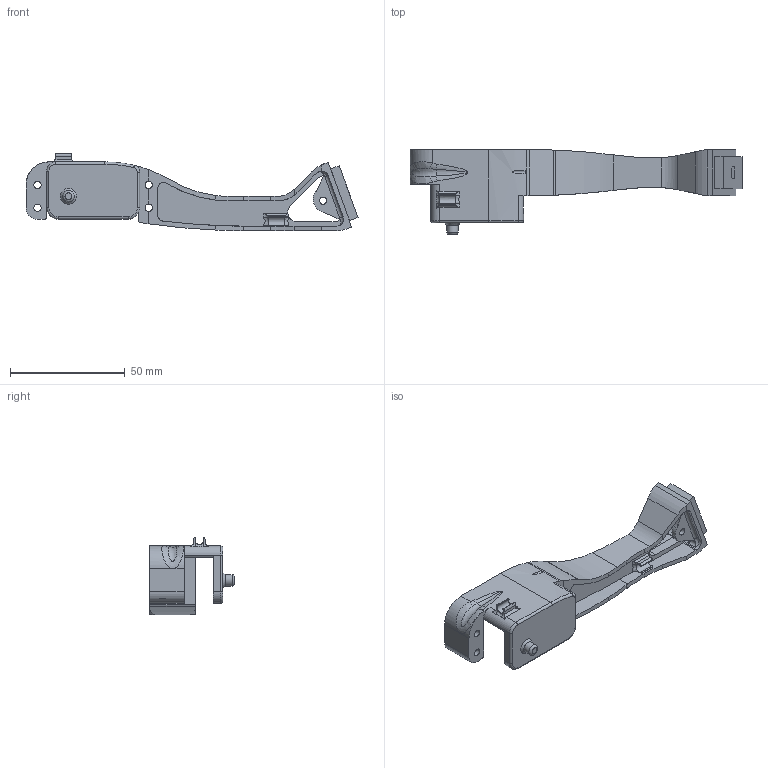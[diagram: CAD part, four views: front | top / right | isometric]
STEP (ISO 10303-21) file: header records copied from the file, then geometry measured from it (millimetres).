
FILE_DESCRIPTION( ( '' ), ' ' );
FILE_NAME( '5eed982262f31a15553e4de4.step', '2020-06-20T05:01:22', ( '' ), ( '' ), ' ', ' ', ' ' );
FILE_SCHEMA( ( 'AUTOMOTIVE_DESIGN { 1 0 10303 214 1 1 1 1 }' ) );
Length unit declared in the file: metre
Products named in the file (1): Left_Wrist
Bounding box: 144.74 x 36.9 x 33.76 mm (x, y, z)
Volume: 26884.9 mm3; surface area: 17721.4 mm2
Topology: 1 solids, 1 shells, 228 faces, 649 edges, 422 vertices
Faces by surface type: plane 115, cylinder 91, bspline 13, torus 6, cone 2, revolution 1
Full cylindrical faces by diameter (mm): 1.5 x1, 3.1 x1, 3.2 x8, 5 x1
Entity records: 11906 total; most frequent: CARTESIAN_POINT 4134, ORIENTED_EDGE 1256, DIRECTION 1231, EDGE_CURVE 628, AXIS2_PLACEMENT_3D 437, VERTEX_POINT 416, LINE 356, VECTOR 356
